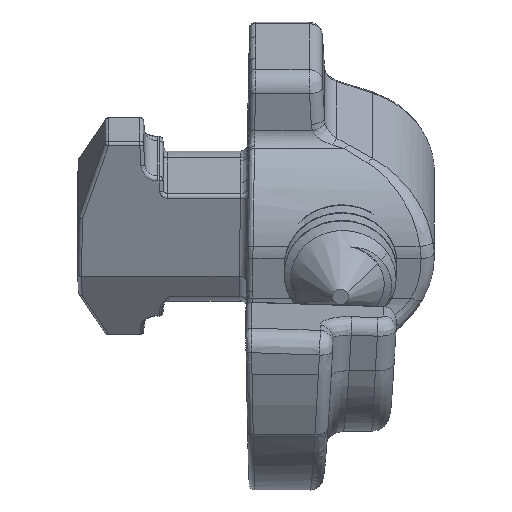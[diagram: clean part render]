
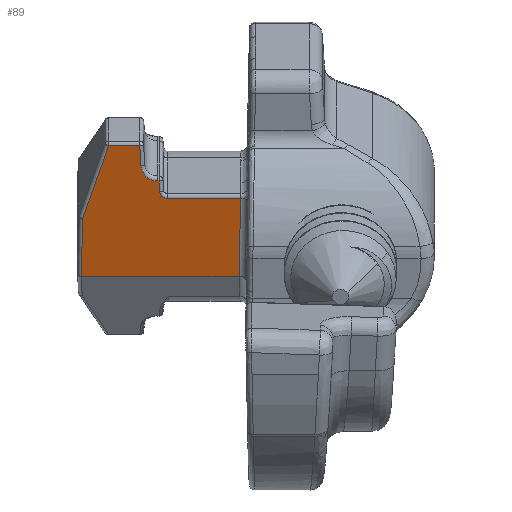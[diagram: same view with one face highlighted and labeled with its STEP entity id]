
A CAD part, front view. The second image highlights one B-rep face of the part: STEP entity #89.
In plain terms, the highlighted face is planar.
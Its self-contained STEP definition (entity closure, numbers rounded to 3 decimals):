
#41 = CARTESIAN_POINT ( 'NONE',  ( 5.254, -4.627, -4.19 ) ) ;
#60 = CARTESIAN_POINT ( 'NONE',  ( 5.238, -4.462, -3.885 ) ) ;
#89 = ADVANCED_FACE ( 'NONE', ( #3945 ), #2886, .T. ) ;
#101 = CARTESIAN_POINT ( 'NONE',  ( 5.237, -4.418, -3.858 ) ) ;
#119 = CARTESIAN_POINT ( 'NONE',  ( 5.236, -4.395, -3.846 ) ) ;
#135 = CARTESIAN_POINT ( 'NONE',  ( 5.391, -7.356, -6.81 ) ) ;
#161 = CARTESIAN_POINT ( 'NONE',  ( 5.234, -4.228, -3.81 ) ) ;
#163 = CARTESIAN_POINT ( 'NONE',  ( 5.234, -4.228, -3.81 ) ) ;
#235 = CARTESIAN_POINT ( 'NONE',  ( 5.234, -4.276, -3.81 ) ) ;
#349 = CARTESIAN_POINT ( 'NONE',  ( 5.235, -4.322, -3.819 ) ) ;
#609 = EDGE_CURVE ( 'NONE', #13382, #14466, #8411, .T. ) ;
#636 = DIRECTION ( 'NONE',  ( 0.052, 0.017, -0.998 ) ) ;
#847 = VECTOR ( 'NONE', #12135, 1000. ) ;
#986 = EDGE_CURVE ( 'NONE', #12811, #15319, #12930, .T. ) ;
#1312 = CARTESIAN_POINT ( 'NONE',  ( 5., -8.801, 0.657 ) ) ;
#1374 = EDGE_CURVE ( 'NONE', #16270, #7683, #3680, .T. ) ;
#1763 = EDGE_CURVE ( 'NONE', #13076, #15445, #10018, .T. ) ;
#1991 = CARTESIAN_POINT ( 'NONE',  ( 5.239, -4.484, -3.903 ) ) ;
#2026 = VECTOR ( 'NONE', #6283, 1000. ) ;
#2141 = LINE ( 'NONE', #9491, #4986 ) ;
#2542 = CARTESIAN_POINT ( 'NONE',  ( 5.254, -4.627, -4.19 ) ) ;
#2628 = DIRECTION ( 'NONE',  ( 0.052, -0.052, -0.997 ) ) ;
#2667 = DIRECTION ( 'NONE',  ( -0.052, 0., 0.999 ) ) ;
#2670 = DIRECTION ( 'NONE',  ( -0.999, 0., -0.052 ) ) ;
#2693 = CARTESIAN_POINT ( 'NONE',  ( 5., 0., 0.657 ) ) ;
#2704 = EDGE_CURVE ( 'NONE', #7683, #14722, #8566, .T. ) ;
#2886 = PLANE ( 'NONE',  #16160 ) ;
#3415 = CARTESIAN_POINT ( 'NONE',  ( 5., -0.4, 0.657 ) ) ;
#3615 = CARTESIAN_POINT ( 'NONE',  ( 5.173, -8.743, -2.648 ) ) ;
#3680 = LINE ( 'NONE', #6828, #2026 ) ;
#3893 = CARTESIAN_POINT ( 'NONE',  ( 5.242, -4.548, -3.967 ) ) ;
#3945 = FACE_OUTER_BOUND ( 'NONE', #13966, .T. ) ;
#4003 = CARTESIAN_POINT ( 'NONE',  ( 5.391, -5.69, -6.81 ) ) ;
#4396 = EDGE_CURVE ( 'NONE', #14466, #15868, #5946, .T. ) ;
#4654 = CARTESIAN_POINT ( 'NONE',  ( 5.251, -4.625, -4.14 ) ) ;
#4728 = EDGE_CURVE ( 'NONE', #16202, #16270, #2141, .T. ) ;
#4986 = VECTOR ( 'NONE', #636, 1000. ) ;
#5047 = ORIENTED_EDGE ( 'NONE', *, *, #14777, .T. ) ;
#5101 = VECTOR ( 'NONE', #6872, 1000. ) ;
#5382 = CARTESIAN_POINT ( 'NONE',  ( 5.249, -4.613, -4.093 ) ) ;
#5946 = B_SPLINE_CURVE_WITH_KNOTS ( 'NONE', 3,
 ( #12311, #12337, #12368, #12268, #12223, #7330, #7216, #7209, #12170, #12078, #12014, #11993, #11959, #11910, #11888, #11853, #11823 ),
 .UNSPECIFIED., .F., .F.,
 ( 4, 1, 2, 2, 2, 1, 1, 2, 2, 4 ),
 ( 0., 0.125, 0.187, 0.25, 0.5, 0.625, 0.687, 0.719, 0.75, 1. ),
 .UNSPECIFIED. ) ;
#6146 = CARTESIAN_POINT ( 'NONE',  ( 5.241, -4.522, -3.938 ) ) ;
#6283 = DIRECTION ( 'NONE',  ( 0., -1., 0. ) ) ;
#6535 = DIRECTION ( 'NONE',  ( 0.052, -0.052, -0.997 ) ) ;
#6616 = VECTOR ( 'NONE', #6535, 1000. ) ;
#6751 = CARTESIAN_POINT ( 'NONE',  ( 5.391, -7.356, -6.81 ) ) ;
#6828 = CARTESIAN_POINT ( 'NONE',  ( 5.234, 0., -3.81 ) ) ;
#6872 = DIRECTION ( 'NONE',  ( -0.05, -0.316, 0.948 ) ) ;
#7039 = CARTESIAN_POINT ( 'NONE',  ( 5.287, -4.66, -4.81 ) ) ;
#7209 = CARTESIAN_POINT ( 'NONE',  ( 5.295, -5.264, -4.976 ) ) ;
#7216 = CARTESIAN_POINT ( 'NONE',  ( 5.292, -5.164, -4.912 ) ) ;
#7330 = CARTESIAN_POINT ( 'NONE',  ( 5.289, -5.025, -4.859 ) ) ;
#7406 = CARTESIAN_POINT ( 'NONE',  ( 5.234, -0.322, -3.81 ) ) ;
#7616 = EDGE_CURVE ( 'NONE', #14722, #13382, #14669, .T. ) ;
#7683 = VERTEX_POINT ( 'NONE', #163 ) ;
#7808 = LINE ( 'NONE', #16174, #7960 ) ;
#7825 = ORIENTED_EDGE ( 'NONE', *, *, #16301, .T. ) ;
#7861 = CARTESIAN_POINT ( 'NONE',  ( 5.331, -5.63, -5.663 ) ) ;
#7960 = VECTOR ( 'NONE', #15202, 1000. ) ;
#8411 = LINE ( 'NONE', #16033, #8461 ) ;
#8461 = VECTOR ( 'NONE', #16004, 1000. ) ;
#8566 = B_SPLINE_CURVE_WITH_KNOTS ( 'NONE', 3,
 ( #161, #235, #349, #119, #101, #60, #1991, #6146, #3893, #13276, #12513, #16162, #5382, #4654, #41 ),
 .UNSPECIFIED., .F., .F.,
 ( 4, 2, 2, 2, 1, 2, 2, 4 ),
 ( 0., 0.25, 0.375, 0.5, 0.625, 0.687, 0.75, 1. ),
 .UNSPECIFIED. ) ;
#9161 = EDGE_CURVE ( 'NONE', #15445, #12811, #12086, .T. ) ;
#9491 = CARTESIAN_POINT ( 'NONE',  ( 5., -0.4, 0.65 ) ) ;
#9502 = ORIENTED_EDGE ( 'NONE', *, *, #2704, .T. ) ;
#9602 = ORIENTED_EDGE ( 'NONE', *, *, #7616, .T. ) ;
#9748 = ORIENTED_EDGE ( 'NONE', *, *, #609, .T. ) ;
#9850 = ORIENTED_EDGE ( 'NONE', *, *, #986, .T. ) ;
#10018 = LINE ( 'NONE', #12083, #847 ) ;
#10258 = ORIENTED_EDGE ( 'NONE', *, *, #9161, .T. ) ;
#10758 = DIRECTION ( 'NONE',  ( -0.052, -0.017, 0.998 ) ) ;
#10916 = CARTESIAN_POINT ( 'NONE',  ( 5.173, -8.743, -2.648 ) ) ;
#11439 = CARTESIAN_POINT ( 'NONE',  ( 5.287, -4.731, -4.81 ) ) ;
#11442 = ORIENTED_EDGE ( 'NONE', *, *, #4396, .T. ) ;
#11475 = ORIENTED_EDGE ( 'NONE', *, *, #1763, .T. ) ;
#11823 = CARTESIAN_POINT ( 'NONE',  ( 5.331, -5.63, -5.663 ) ) ;
#11853 = CARTESIAN_POINT ( 'NONE',  ( 5.325, -5.624, -5.552 ) ) ;
#11888 = CARTESIAN_POINT ( 'NONE',  ( 5.32, -5.598, -5.446 ) ) ;
#11904 = LINE ( 'NONE', #7861, #6616 ) ;
#11910 = CARTESIAN_POINT ( 'NONE',  ( 5.314, -5.548, -5.333 ) ) ;
#11959 = CARTESIAN_POINT ( 'NONE',  ( 5.313, -5.541, -5.318 ) ) ;
#11993 = CARTESIAN_POINT ( 'NONE',  ( 5.312, -5.528, -5.292 ) ) ;
#12014 = CARTESIAN_POINT ( 'NONE',  ( 5.31, -5.507, -5.252 ) ) ;
#12078 = CARTESIAN_POINT ( 'NONE',  ( 5.305, -5.452, -5.165 ) ) ;
#12083 = CARTESIAN_POINT ( 'NONE',  ( 5.391, 0., -6.81 ) ) ;
#12086 = LINE ( 'NONE', #6751, #5101 ) ;
#12135 = DIRECTION ( 'NONE',  ( 0., -1., 0. ) ) ;
#12170 = CARTESIAN_POINT ( 'NONE',  ( 5.302, -5.394, -5.099 ) ) ;
#12223 = CARTESIAN_POINT ( 'NONE',  ( 5.289, -5., -4.851 ) ) ;
#12268 = CARTESIAN_POINT ( 'NONE',  ( 5.288, -4.948, -4.836 ) ) ;
#12311 = CARTESIAN_POINT ( 'NONE',  ( 5.287, -4.731, -4.81 ) ) ;
#12337 = CARTESIAN_POINT ( 'NONE',  ( 5.287, -4.786, -4.81 ) ) ;
#12368 = CARTESIAN_POINT ( 'NONE',  ( 5.287, -4.868, -4.818 ) ) ;
#12513 = CARTESIAN_POINT ( 'NONE',  ( 5.245, -4.582, -4.024 ) ) ;
#12811 = VERTEX_POINT ( 'NONE', #3615 ) ;
#12930 = LINE ( 'NONE', #10916, #13561 ) ;
#13076 = VERTEX_POINT ( 'NONE', #4003 ) ;
#13276 = CARTESIAN_POINT ( 'NONE',  ( 5.244, -4.569, -4.001 ) ) ;
#13382 = VERTEX_POINT ( 'NONE', #7039 ) ;
#13518 = ORIENTED_EDGE ( 'NONE', *, *, #1374, .T. ) ;
#13561 = VECTOR ( 'NONE', #10758, 1000. ) ;
#13633 = CARTESIAN_POINT ( 'NONE',  ( 5.254, -4.627, -4.19 ) ) ;
#13966 = EDGE_LOOP ( 'NONE', ( #10258, #9850, #7825, #15106, #13518, #9502, #9602, #9748, #11442, #5047, #11475 ) ) ;
#14466 = VERTEX_POINT ( 'NONE', #11439 ) ;
#14641 = VECTOR ( 'NONE', #2628, 1000. ) ;
#14669 = LINE ( 'NONE', #2542, #14641 ) ;
#14722 = VERTEX_POINT ( 'NONE', #13633 ) ;
#14777 = EDGE_CURVE ( 'NONE', #15868, #13076, #11904, .T. ) ;
#15106 = ORIENTED_EDGE ( 'NONE', *, *, #4728, .T. ) ;
#15175 = CARTESIAN_POINT ( 'NONE',  ( 5.331, -5.63, -5.663 ) ) ;
#15202 = DIRECTION ( 'NONE',  ( 0., 1., 0. ) ) ;
#15319 = VERTEX_POINT ( 'NONE', #1312 ) ;
#15445 = VERTEX_POINT ( 'NONE', #135 ) ;
#15868 = VERTEX_POINT ( 'NONE', #15175 ) ;
#16004 = DIRECTION ( 'NONE',  ( 0., -1., 0. ) ) ;
#16033 = CARTESIAN_POINT ( 'NONE',  ( 5.287, 0., -4.81 ) ) ;
#16160 = AXIS2_PLACEMENT_3D ( 'NONE', #2693, #2670, #2667 ) ;
#16162 = CARTESIAN_POINT ( 'NONE',  ( 5.246, -4.588, -4.037 ) ) ;
#16174 = CARTESIAN_POINT ( 'NONE',  ( 5., 0., 0.657 ) ) ;
#16202 = VERTEX_POINT ( 'NONE', #3415 ) ;
#16270 = VERTEX_POINT ( 'NONE', #7406 ) ;
#16301 = EDGE_CURVE ( 'NONE', #15319, #16202, #7808, .T. ) ;
